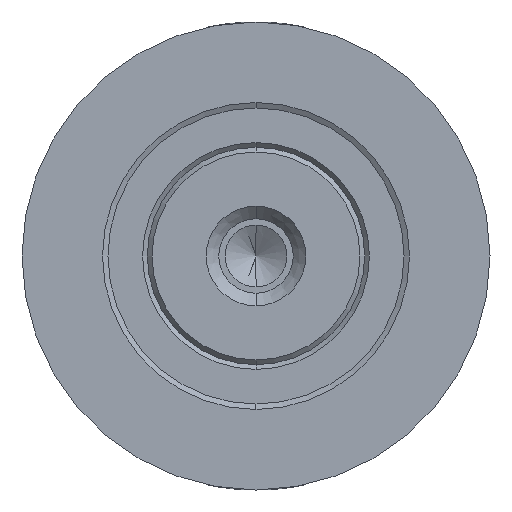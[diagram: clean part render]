
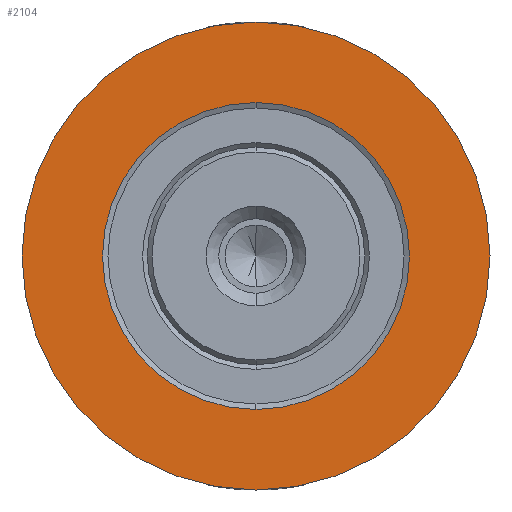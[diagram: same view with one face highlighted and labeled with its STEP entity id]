
A CAD part, front view. The second image highlights one B-rep face of the part: STEP entity #2104.
In plain terms, the highlighted planar face has unit normal (0, -1, 0).
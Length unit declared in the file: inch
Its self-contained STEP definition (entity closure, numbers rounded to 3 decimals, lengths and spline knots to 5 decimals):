
#9 = CARTESIAN_POINT ( 'NONE',  ( 0., -3.93701, 0. ) ) ;
#11 = ORIENTED_EDGE ( 'NONE', *, *, #957, .T. ) ;
#18 = DIRECTION ( 'NONE',  ( 0., 1., 0. ) ) ;
#35 = DIRECTION ( 'NONE',  ( 0., 0., 1. ) ) ;
#40 = CARTESIAN_POINT ( 'NONE',  ( 0., -3.93701, -0.48732 ) ) ;
#102 = CARTESIAN_POINT ( 'NONE',  ( 0., -3.93701, -0.743 ) ) ;
#111 = AXIS2_PLACEMENT_3D ( 'NONE', #938, #854, #237 ) ;
#141 = CARTESIAN_POINT ( 'NONE',  ( 0., -3.93701, 0. ) ) ;
#179 = DIRECTION ( 'NONE',  ( 0., 0., 1. ) ) ;
#237 = DIRECTION ( 'NONE',  ( 0., 0., 1. ) ) ;
#265 = VERTEX_POINT ( 'NONE', #1764 ) ;
#303 = ORIENTED_EDGE ( 'NONE', *, *, #1938, .T. ) ;
#338 = ORIENTED_EDGE ( 'NONE', *, *, #1640, .F. ) ;
#400 = FACE_OUTER_BOUND ( 'NONE', #1793, .T. ) ;
#608 = CARTESIAN_POINT ( 'NONE',  ( 0., -3.93701, 0. ) ) ;
#619 = DIRECTION ( 'NONE',  ( 0., 1., 0. ) ) ;
#627 = DIRECTION ( 'NONE',  ( 0., 0., 1. ) ) ;
#715 = CIRCLE ( 'NONE', #111, 0.48732 ) ;
#755 = CARTESIAN_POINT ( 'NONE',  ( 0., -3.93701, 0. ) ) ;
#757 = DIRECTION ( 'NONE',  ( 0., 1., 0. ) ) ;
#765 = DIRECTION ( 'NONE',  ( 0., 0., 1. ) ) ;
#832 = VERTEX_POINT ( 'NONE', #40 ) ;
#854 = DIRECTION ( 'NONE',  ( 0., 1., 0. ) ) ;
#855 = CARTESIAN_POINT ( 'NONE',  ( 0., -3.93701, 0.743 ) ) ;
#938 = CARTESIAN_POINT ( 'NONE',  ( 0., -3.93701, 0. ) ) ;
#957 = EDGE_CURVE ( 'NONE', #832, #265, #1974, .T. ) ;
#977 = EDGE_CURVE ( 'NONE', #2131, #1568, #1606, .T. ) ;
#1087 = PLANE ( 'NONE',  #2273 ) ;
#1262 = DIRECTION ( 'NONE',  ( 0., 1., 0. ) ) ;
#1568 = VERTEX_POINT ( 'NONE', #855 ) ;
#1591 = AXIS2_PLACEMENT_3D ( 'NONE', #755, #757, #765 ) ;
#1606 = CIRCLE ( 'NONE', #1591, 0.743 ) ;
#1622 = ORIENTED_EDGE ( 'NONE', *, *, #977, .F. ) ;
#1640 = EDGE_CURVE ( 'NONE', #1568, #2131, #1645, .T. ) ;
#1645 = CIRCLE ( 'NONE', #2308, 0.743 ) ;
#1713 = EDGE_LOOP ( 'NONE', ( #303, #11 ) ) ;
#1764 = CARTESIAN_POINT ( 'NONE',  ( 0., -3.93701, 0.48732 ) ) ;
#1792 = AXIS2_PLACEMENT_3D ( 'NONE', #608, #619, #627 ) ;
#1793 = EDGE_LOOP ( 'NONE', ( #1622, #338 ) ) ;
#1938 = EDGE_CURVE ( 'NONE', #265, #832, #715, .T. ) ;
#1974 = CIRCLE ( 'NONE', #1792, 0.48732 ) ;
#2104 = ADVANCED_FACE ( 'NONE', ( #2248, #400 ), #1087, .F. ) ;
#2131 = VERTEX_POINT ( 'NONE', #102 ) ;
#2248 = FACE_BOUND ( 'NONE', #1713, .T. ) ;
#2273 = AXIS2_PLACEMENT_3D ( 'NONE', #141, #1262, #179 ) ;
#2308 = AXIS2_PLACEMENT_3D ( 'NONE', #9, #18, #35 ) ;
